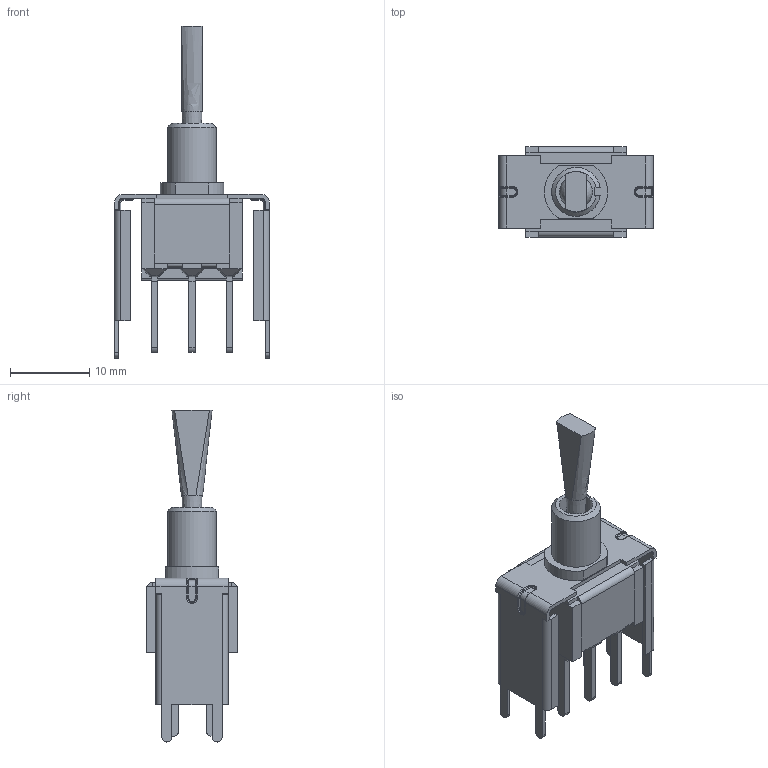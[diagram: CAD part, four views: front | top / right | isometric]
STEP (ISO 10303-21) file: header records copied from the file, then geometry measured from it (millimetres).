
FILE_DESCRIPTION(/* description */ (''),/* implementation_level */ '2;1');
FILE_NAME(/* name */ '100DPxT6B12VS5xE.stp',/* time_stamp */ '2025-04-30T16:27:54-05:00',/* author */ ('mroman'),/* organization */ (''),/* preprocessor_version */ 'ST-DEVELOPER v18.1',/* originating_system */ 'Autodesk Inventor 2022',/* authorisation */ '');
FILE_SCHEMA (('AUTOMOTIVE_DESIGN { 1 0 10303 214 3 1 1 }'));
Length unit declared in the file: inch
Products named in the file (1): 100DPxT6B12VS5xE
Bounding box: 19.56 x 11.43 x 41.99 mm (x, y, z)
Volume: 1348.7 mm3; surface area: 3102.7 mm2
Topology: 2 solids, 3 shells, 549 faces, 1404 edges, 854 vertices
Faces by surface type: plane 347, cylinder 140, torus 32, sphere 26, cone 2, bspline 2
Full cylindrical faces by diameter (mm): 4.2 x2
Entity records: 16236 total; most frequent: CARTESIAN_POINT 2850, DIRECTION 2812, ORIENTED_EDGE 2758, EDGE_CURVE 1379, LINE 1032, VECTOR 1032, AXIS2_PLACEMENT_3D 890, VERTEX_POINT 854
